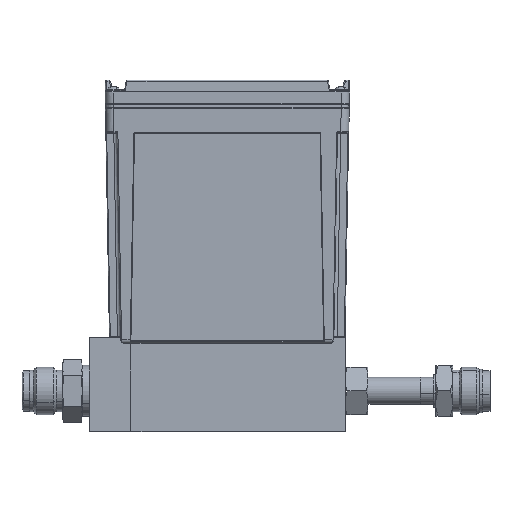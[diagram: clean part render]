
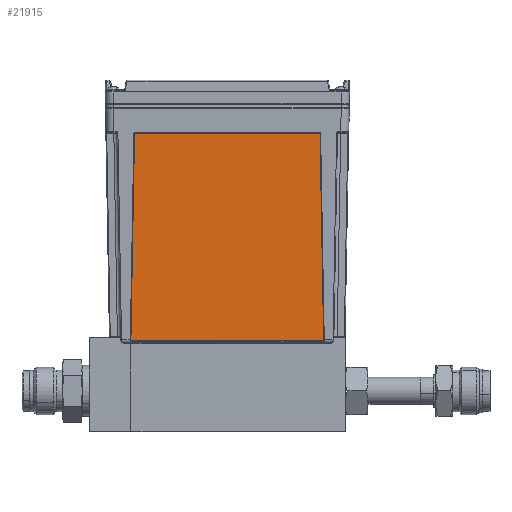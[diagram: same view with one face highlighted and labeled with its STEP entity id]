
A CAD part, top view. The second image highlights one B-rep face of the part: STEP entity #21915.
In plain terms, the highlighted planar face has unit normal (0, -0.018, 1).
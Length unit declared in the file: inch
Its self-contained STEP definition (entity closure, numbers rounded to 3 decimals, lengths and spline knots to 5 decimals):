
#524 = LINE ( 'NONE', #29373, #36959 ) ;
#741 = DIRECTION ( 'NONE',  ( -1., 0., 0. ) ) ;
#2014 = VERTEX_POINT ( 'NONE', #4544 ) ;
#2049 = ORIENTED_EDGE ( 'NONE', *, *, #35495, .T. ) ;
#3207 = ORIENTED_EDGE ( 'NONE', *, *, #37530, .T. ) ;
#3348 = DIRECTION ( 'NONE',  ( -0.017, 1., 0.017 ) ) ;
#4386 = ORIENTED_EDGE ( 'NONE', *, *, #37594, .T. ) ;
#4544 = CARTESIAN_POINT ( 'NONE',  ( -2.69684, 4.6193, 1.02953 ) ) ;
#4958 = CIRCLE ( 'NONE', #7274, 0.02 ) ;
#6085 = DIRECTION ( 'NONE',  ( -0.017, -1., -0.017 ) ) ;
#7274 = AXIS2_PLACEMENT_3D ( 'NONE', #32335, #11273, #35830 ) ;
#7584 = PLANE ( 'NONE',  #38328 ) ;
#7965 = CARTESIAN_POINT ( 'NONE',  ( 0.70385, 4.61895, 1.02953 ) ) ;
#8228 = CARTESIAN_POINT ( 'NONE',  ( -2.76314, 0.82988, 0.96339 ) ) ;
#9062 = CARTESIAN_POINT ( 'NONE',  ( -2.67685, 4.61895, 1.02953 ) ) ;
#9643 = LINE ( 'NONE', #42763, #27339 ) ;
#10888 = VERTEX_POINT ( 'NONE', #8228 ) ;
#11273 = DIRECTION ( 'NONE',  ( 0., -0.017, 1. ) ) ;
#11584 = DIRECTION ( 'NONE',  ( 1., 0., 0. ) ) ;
#12212 = CIRCLE ( 'NONE', #37087, 0.02 ) ;
#12707 = DIRECTION ( 'NONE',  ( 1., 0., 0. ) ) ;
#12939 = VERTEX_POINT ( 'NONE', #12999 ) ;
#12999 = CARTESIAN_POINT ( 'NONE',  ( 0.72384, 4.6193, 1.02953 ) ) ;
#13185 = CARTESIAN_POINT ( 'NONE',  ( -2.74315, 0.82953, 0.96338 ) ) ;
#13524 = CARTESIAN_POINT ( 'NONE',  ( 0.77015, 0.80953, 0.96303 ) ) ;
#15439 = DIRECTION ( 'NONE',  ( 1., 0., 0. ) ) ;
#16456 = VECTOR ( 'NONE', #6085, 39.37008 ) ;
#16692 = CIRCLE ( 'NONE', #18396, 0.02 ) ;
#16742 = DIRECTION ( 'NONE',  ( 1., 0., 0. ) ) ;
#16831 = VECTOR ( 'NONE', #3348, 39.37008 ) ;
#17931 = LINE ( 'NONE', #45285, #16831 ) ;
#18396 = AXIS2_PLACEMENT_3D ( 'NONE', #9062, #33704, #12707 ) ;
#18875 = CARTESIAN_POINT ( 'NONE',  ( -0.9865, 4.63895, 1.02987 ) ) ;
#20601 = VERTEX_POINT ( 'NONE', #34512 ) ;
#21107 = ORIENTED_EDGE ( 'NONE', *, *, #37780, .T. ) ;
#21915 = ADVANCED_FACE ( 'NONE', ( #37856 ), #7584, .T. ) ;
#22413 = DIRECTION ( 'NONE',  ( 1., 0., 0. ) ) ;
#25221 = ORIENTED_EDGE ( 'NONE', *, *, #35769, .T. ) ;
#25254 = CARTESIAN_POINT ( 'NONE',  ( -2.74315, 0.80953, 0.96303 ) ) ;
#26295 = AXIS2_PLACEMENT_3D ( 'NONE', #7965, #32622, #11584 ) ;
#27339 = VECTOR ( 'NONE', #741, 39.37008 ) ;
#27692 = CIRCLE ( 'NONE', #26295, 0.02 ) ;
#29373 = CARTESIAN_POINT ( 'NONE',  ( -2.7635, 0.80953, 0.96303 ) ) ;
#30335 = ORIENTED_EDGE ( 'NONE', *, *, #37842, .T. ) ;
#31433 = CARTESIAN_POINT ( 'NONE',  ( 0.70385, 4.63895, 1.02987 ) ) ;
#32221 = ORIENTED_EDGE ( 'NONE', *, *, #36159, .T. ) ;
#32335 = CARTESIAN_POINT ( 'NONE',  ( 0.77015, 0.82953, 0.96338 ) ) ;
#32561 = VERTEX_POINT ( 'NONE', #13524 ) ;
#32622 = DIRECTION ( 'NONE',  ( 0., -0.017, 1. ) ) ;
#33704 = DIRECTION ( 'NONE',  ( 0., -0.017, 1. ) ) ;
#34257 = ORIENTED_EDGE ( 'NONE', *, *, #37044, .T. ) ;
#34342 = VERTEX_POINT ( 'NONE', #25254 ) ;
#34512 = CARTESIAN_POINT ( 'NONE',  ( 0.79014, 0.82988, 0.96339 ) ) ;
#35138 = VERTEX_POINT ( 'NONE', #31433 ) ;
#35495 = EDGE_CURVE ( 'NONE', #2014, #10888, #44267, .T. ) ;
#35769 = EDGE_CURVE ( 'NONE', #35138, #40397, #9643, .T. ) ;
#35830 = DIRECTION ( 'NONE',  ( 1., 0., 0. ) ) ;
#36159 = EDGE_CURVE ( 'NONE', #20601, #12939, #17931, .T. ) ;
#36959 = VECTOR ( 'NONE', #15439, 39.37008 ) ;
#37044 = EDGE_CURVE ( 'NONE', #34342, #32561, #524, .T. ) ;
#37062 = CARTESIAN_POINT ( 'NONE',  ( -2.67685, 4.63895, 1.02987 ) ) ;
#37087 = AXIS2_PLACEMENT_3D ( 'NONE', #13185, #37658, #16742 ) ;
#37486 = CARTESIAN_POINT ( 'NONE',  ( -2.6965, 4.63895, 1.02987 ) ) ;
#37530 = EDGE_CURVE ( 'NONE', #32561, #20601, #4958, .T. ) ;
#37594 = EDGE_CURVE ( 'NONE', #12939, #35138, #27692, .T. ) ;
#37658 = DIRECTION ( 'NONE',  ( 0., -0.017, 1. ) ) ;
#37780 = EDGE_CURVE ( 'NONE', #40397, #2014, #16692, .T. ) ;
#37842 = EDGE_CURVE ( 'NONE', #10888, #34342, #12212, .T. ) ;
#37856 = FACE_OUTER_BOUND ( 'NONE', #45272, .T. ) ;
#38328 = AXIS2_PLACEMENT_3D ( 'NONE', #18875, #43213, #22413 ) ;
#40397 = VERTEX_POINT ( 'NONE', #37062 ) ;
#42763 = CARTESIAN_POINT ( 'NONE',  ( 0.7235, 4.63895, 1.02987 ) ) ;
#43213 = DIRECTION ( 'NONE',  ( 0., -0.017, 1. ) ) ;
#44267 = LINE ( 'NONE', #37486, #16456 ) ;
#45272 = EDGE_LOOP ( 'NONE', ( #34257, #3207, #32221, #4386, #25221, #21107, #2049, #30335 ) ) ;
#45285 = CARTESIAN_POINT ( 'NONE',  ( 0.7905, 0.80953, 0.96303 ) ) ;
